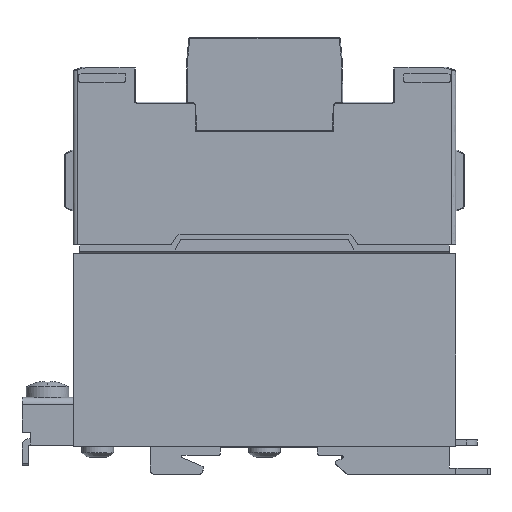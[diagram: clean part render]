
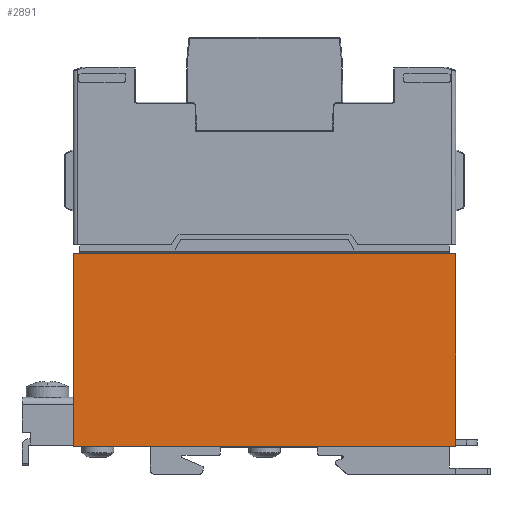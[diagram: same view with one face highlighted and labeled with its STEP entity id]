
A CAD part, left-side view. The second image highlights one B-rep face of the part: STEP entity #2891.
In plain terms, the highlighted planar face has unit normal (-1, 0, 0).
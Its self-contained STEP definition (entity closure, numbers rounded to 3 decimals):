
#2284=CARTESIAN_POINT('',(-8.85,45.0,47.4));
#2285=VERTEX_POINT('',#2284);
#2292=CARTESIAN_POINT('',(-8.85,-45.,47.4));
#2293=VERTEX_POINT('',#2292);
#2294=CARTESIAN_POINT('',(-8.85,-45.,47.4));
#2295=DIRECTION('',(0.0,1.0,0.0));
#2296=VECTOR('',#2295,90.0);
#2297=LINE('',#2294,#2296);
#2298=EDGE_CURVE('',#2293,#2285,#2297,.T.);
#2357=CARTESIAN_POINT('',(-8.85,-45.,2.1));
#2358=VERTEX_POINT('',#2357);
#2359=CARTESIAN_POINT('',(-8.85,-45.,2.1));
#2360=DIRECTION('',(0.,0.0,1.0));
#2361=VECTOR('',#2360,45.3);
#2362=LINE('',#2359,#2361);
#2363=EDGE_CURVE('',#2358,#2293,#2362,.T.);
#2826=CARTESIAN_POINT('',(-8.85,45.,2.1));
#2827=VERTEX_POINT('',#2826);
#2850=CARTESIAN_POINT('',(-8.85,-45.,2.1));
#2851=DIRECTION('',(0.0,1.0,0.0));
#2852=VECTOR('',#2851,90.0);
#2853=LINE('',#2850,#2852);
#2854=EDGE_CURVE('',#2358,#2827,#2853,.T.);
#2859=CARTESIAN_POINT('',(-8.85,-45.,47.4));
#2860=DIRECTION('',(-1.0,0.,0.));
#2861=DIRECTION('',(0.0,-1.0,0.0));
#2862=AXIS2_PLACEMENT_3D('',#2859,#2860,#2861);
#2863=PLANE('',#2862);
#2864=CARTESIAN_POINT('',(-8.85,45.,12.309));
#2865=VERTEX_POINT('',#2864);
#2866=CARTESIAN_POINT('',(-8.85,45.,47.4));
#2867=DIRECTION('',(0.,0.0,-1.0));
#2868=VECTOR('',#2867,35.091);
#2869=LINE('',#2866,#2868);
#2870=EDGE_CURVE('',#2285,#2865,#2869,.T.);
#2871=ORIENTED_EDGE('',*,*,#2870,.T.);
#2872=CARTESIAN_POINT('',(-8.85,45.,2.4));
#2873=VERTEX_POINT('',#2872);
#2874=CARTESIAN_POINT('',(-8.85,45.,12.309));
#2875=DIRECTION('',(0.,0.0,-1.0));
#2876=VECTOR('',#2875,9.909);
#2877=LINE('',#2874,#2876);
#2878=EDGE_CURVE('',#2865,#2873,#2877,.T.);
#2879=ORIENTED_EDGE('',*,*,#2878,.T.);
#2880=CARTESIAN_POINT('',(-8.85,45.,2.4));
#2881=DIRECTION('',(0.,0.0,-1.0));
#2882=VECTOR('',#2881,0.3);
#2883=LINE('',#2880,#2882);
#2884=EDGE_CURVE('',#2873,#2827,#2883,.T.);
#2885=ORIENTED_EDGE('',*,*,#2884,.T.);
#2886=ORIENTED_EDGE('',*,*,#2854,.F.);
#2887=ORIENTED_EDGE('',*,*,#2363,.T.);
#2888=ORIENTED_EDGE('',*,*,#2298,.T.);
#2889=EDGE_LOOP('',(#2871,#2879,#2885,#2886,#2887,#2888));
#2890=FACE_OUTER_BOUND('',#2889,.T.);
#2891=ADVANCED_FACE('',(#2890),#2863,.T.);
